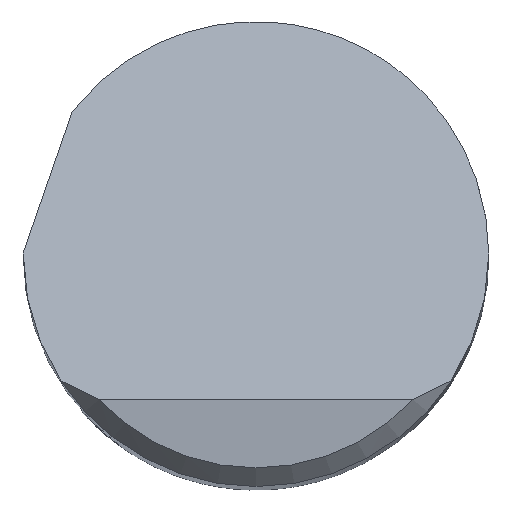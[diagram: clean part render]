
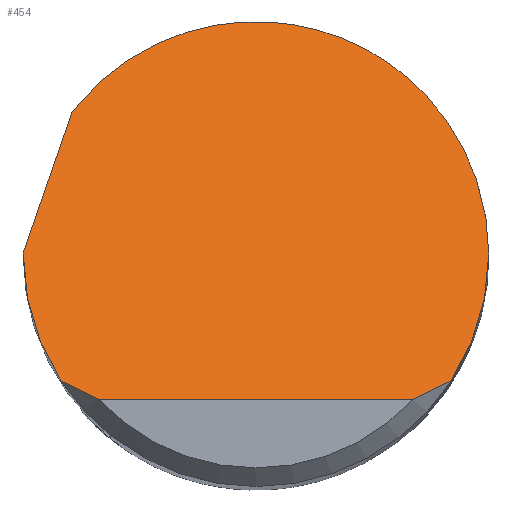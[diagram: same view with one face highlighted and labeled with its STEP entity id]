
A CAD part, top view. The second image highlights one B-rep face of the part: STEP entity #454.
In plain terms, the highlighted planar face has unit normal (0, 0.707, 0.707).
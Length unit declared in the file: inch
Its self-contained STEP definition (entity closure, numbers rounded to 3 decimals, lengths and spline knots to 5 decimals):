
#12 = CARTESIAN_POINT ( 'NONE',  ( -0.1875, 0.001, 1.8815 ) ) ;
#16 = CARTESIAN_POINT ( 'NONE',  ( -0.17704, -0.0718, 1.9543 ) ) ;
#20 = CARTESIAN_POINT ( 'NONE',  ( -0.14711, -0.10785, 1.99035 ) ) ;
#25 = ORIENTED_EDGE ( 'NONE', *, *, #758, .F. ) ;
#33 = CARTESIAN_POINT ( 'NONE',  ( 0.14711, -0.10785, 1.99035 ) ) ;
#36 = VECTOR ( 'NONE', #355, 39.37008 ) ;
#37 = EDGE_CURVE ( 'NONE', #858, #852, #523, .T. ) ;
#44 = CARTESIAN_POINT ( 'NONE',  ( -0.12629, -0.1175, 2. ) ) ;
#46 = VERTEX_POINT ( 'NONE', #451 ) ;
#101 = EDGE_CURVE ( 'NONE', #137, #46, #139, .T. ) ;
#137 = VERTEX_POINT ( 'NONE', #533 ) ;
#139 =( BOUNDED_CURVE ( )  B_SPLINE_CURVE ( 3, ( #592, #321, #818, #452 ),
 .UNSPECIFIED., .F., .F. ) 
 B_SPLINE_CURVE_WITH_KNOTS ( ( 4, 4 ),
 ( 1.5708, 2.14917 ),
 .UNSPECIFIED. ) 
 CURVE ( )  GEOMETRIC_REPRESENTATION_ITEM ( )  RATIONAL_B_SPLINE_CURVE ( ( 1., 0.972, 0.972, 1. ) ) 
 REPRESENTATION_ITEM ( '' )  );
#146 = CARTESIAN_POINT ( 'NONE',  ( -0.157, -0.1025, 1.985 ) ) ;
#163 = CARTESIAN_POINT ( 'NONE',  ( -0.157, -0.1025, 1.985 ) ) ;
#187 = CARTESIAN_POINT ( 'NONE',  ( -0.14795, 0.11518, 1.76732 ) ) ;
#198 = CARTESIAN_POINT ( 'NONE',  ( 0.1875, 0.21502, 1.66748 ) ) ;
#209 = DIRECTION ( 'NONE',  ( 0., -0.707, -0.707 ) ) ;
#216 = ORIENTED_EDGE ( 'NONE', *, *, #484, .F. ) ;
#220 = ORIENTED_EDGE ( 'NONE', *, *, #37, .T. ) ;
#228 = CARTESIAN_POINT ( 'NONE',  ( -0.22622, -0.1108, 1.9933 ) ) ;
#233 = VERTEX_POINT ( 'NONE', #756 ) ;
#247 = CARTESIAN_POINT ( 'NONE',  ( 0., -0.1175, 2. ) ) ;
#277 = ORIENTED_EDGE ( 'NONE', *, *, #395, .F. ) ;
#286 = PLANE ( 'NONE',  #683 ) ;
#288 = ORIENTED_EDGE ( 'NONE', *, *, #745, .T. ) ;
#289 = CARTESIAN_POINT ( 'NONE',  ( -0.14795, 0.11518, 1.76732 ) ) ;
#321 = CARTESIAN_POINT ( 'NONE',  ( 0.1875, -0.03666, 1.91916 ) ) ;
#329 = CARTESIAN_POINT ( 'NONE',  ( 0.12629, -0.1175, 2. ) ) ;
#343 = CARTESIAN_POINT ( 'NONE',  ( 0.1875, 0., 1.8825 ) ) ;
#355 = DIRECTION ( 'NONE',  ( 0.238, 0.687, -0.687 ) ) ;
#364 = ORIENTED_EDGE ( 'NONE', *, *, #101, .F. ) ;
#389 = DIRECTION ( 'NONE',  ( 1., 0., 0. ) ) ;
#395 = EDGE_CURVE ( 'NONE', #866, #137, #893, .T. ) ;
#399 = EDGE_CURVE ( 'NONE', #909, #404, #831, .T. ) ;
#404 = VERTEX_POINT ( 'NONE', #12 ) ;
#440 = LINE ( 'NONE', #228, #36 ) ;
#450 = ORIENTED_EDGE ( 'NONE', *, *, #399, .F. ) ;
#451 = CARTESIAN_POINT ( 'NONE',  ( 0.157, -0.1025, 1.985 ) ) ;
#452 = CARTESIAN_POINT ( 'NONE',  ( 0.157, -0.1025, 1.985 ) ) ;
#454 = ADVANCED_FACE ( 'NONE', ( #478 ), #286, .F. ) ;
#478 = FACE_OUTER_BOUND ( 'NONE', #636, .T. ) ;
#484 = EDGE_CURVE ( 'NONE', #233, #909, #606, .T. ) ;
#495 = CARTESIAN_POINT ( 'NONE',  ( -0.1875, 0.00033, 1.88217 ) ) ;
#498 = CARTESIAN_POINT ( 'NONE',  ( -0.1875, 0., 1.8825 ) ) ;
#523 = LINE ( 'NONE', #247, #702 ) ;
#533 = CARTESIAN_POINT ( 'NONE',  ( 0.1875, 0., 1.8825 ) ) ;
#566 = CARTESIAN_POINT ( 'NONE',  ( -0.1369, -0.11288, 1.99538 ) ) ;
#568 = CARTESIAN_POINT ( 'NONE',  ( -0.1875, -0.03666, 1.91916 ) ) ;
#592 = CARTESIAN_POINT ( 'NONE',  ( 0.1875, 0., 1.8825 ) ) ;
#606 =( BOUNDED_CURVE ( )  B_SPLINE_CURVE ( 3, ( #146, #16, #568, #857 ),
 .UNSPECIFIED., .F., .F. ) 
 B_SPLINE_CURVE_WITH_KNOTS ( ( 4, 4 ),
 ( 4.13401, 4.71239 ),
 .UNSPECIFIED. ) 
 CURVE ( )  GEOMETRIC_REPRESENTATION_ITEM ( )  RATIONAL_B_SPLINE_CURVE ( ( 1., 0.972, 0.972, 1. ) ) 
 REPRESENTATION_ITEM ( '' )  );
#616 = CARTESIAN_POINT ( 'NONE',  ( -0.1875, 0.001, 1.8815 ) ) ;
#636 = EDGE_LOOP ( 'NONE', ( #220, #755, #364, #277, #25, #450, #216, #288 ) ) ;
#652 = CARTESIAN_POINT ( 'NONE',  ( -0.12629, -0.1175, 2. ) ) ;
#658 = CARTESIAN_POINT ( 'NONE',  ( 0.1369, -0.11288, 1.99538 ) ) ;
#683 = AXIS2_PLACEMENT_3D ( 'NONE', #685, #209, #772 ) ;
#685 = CARTESIAN_POINT ( 'NONE',  ( -0.1875, -0.1175, 2. ) ) ;
#700 = B_SPLINE_CURVE_WITH_KNOTS ( 'NONE', 3,
 ( #163, #20, #566, #652 ),
 .UNSPECIFIED., .F., .F.,
 ( 4, 4 ),
 ( 0., 0.00095 ),
 .UNSPECIFIED. ) ;
#702 = VECTOR ( 'NONE', #389, 39.37008 ) ;
#738 = CARTESIAN_POINT ( 'NONE',  ( 0.12629, -0.1175, 2. ) ) ;
#745 = EDGE_CURVE ( 'NONE', #233, #858, #700, .T. ) ;
#754 = B_SPLINE_CURVE_WITH_KNOTS ( 'NONE', 3,
 ( #329, #658, #33, #907 ),
 .UNSPECIFIED., .F., .F.,
 ( 4, 4 ),
 ( 0., 0.00095 ),
 .UNSPECIFIED. ) ;
#755 = ORIENTED_EDGE ( 'NONE', *, *, #877, .T. ) ;
#756 = CARTESIAN_POINT ( 'NONE',  ( -0.157, -0.1025, 1.985 ) ) ;
#758 = EDGE_CURVE ( 'NONE', #404, #866, #440, .T. ) ;
#772 = DIRECTION ( 'NONE',  ( 0., 0.707, -0.707 ) ) ;
#818 = CARTESIAN_POINT ( 'NONE',  ( 0.17704, -0.0718, 1.9543 ) ) ;
#829 = CARTESIAN_POINT ( 'NONE',  ( -0.1875, 0.00067, 1.88183 ) ) ;
#831 =( BOUNDED_CURVE ( )  B_SPLINE_CURVE ( 3, ( #911, #495, #829, #616 ),
 .UNSPECIFIED., .F., .F. ) 
 B_SPLINE_CURVE_WITH_KNOTS ( ( 4, 4 ),
 ( 4.71239, 4.71772 ),
 .UNSPECIFIED. ) 
 CURVE ( )  GEOMETRIC_REPRESENTATION_ITEM ( )  RATIONAL_B_SPLINE_CURVE ( ( 1., 1., 1., 1. ) ) 
 REPRESENTATION_ITEM ( '' )  );
#852 = VERTEX_POINT ( 'NONE', #738 ) ;
#857 = CARTESIAN_POINT ( 'NONE',  ( -0.1875, 0., 1.8825 ) ) ;
#858 = VERTEX_POINT ( 'NONE', #44 ) ;
#866 = VERTEX_POINT ( 'NONE', #187 ) ;
#877 = EDGE_CURVE ( 'NONE', #852, #46, #754, .T. ) ;
#893 =( BOUNDED_CURVE ( )  B_SPLINE_CURVE ( 3, ( #289, #901, #198, #343 ),
 .UNSPECIFIED., .F., .F. ) 
 B_SPLINE_CURVE_WITH_KNOTS ( ( 4, 4 ),
 ( 5.37386, 7.85398 ),
 .UNSPECIFIED. ) 
 CURVE ( )  GEOMETRIC_REPRESENTATION_ITEM ( )  RATIONAL_B_SPLINE_CURVE ( ( 1., 0.55, 0.55, 1. ) ) 
 REPRESENTATION_ITEM ( '' )  );
#901 = CARTESIAN_POINT ( 'NONE',  ( -0.01587, 0.28485, 1.59765 ) ) ;
#907 = CARTESIAN_POINT ( 'NONE',  ( 0.157, -0.1025, 1.985 ) ) ;
#909 = VERTEX_POINT ( 'NONE', #498 ) ;
#911 = CARTESIAN_POINT ( 'NONE',  ( -0.1875, 0., 1.8825 ) ) ;
